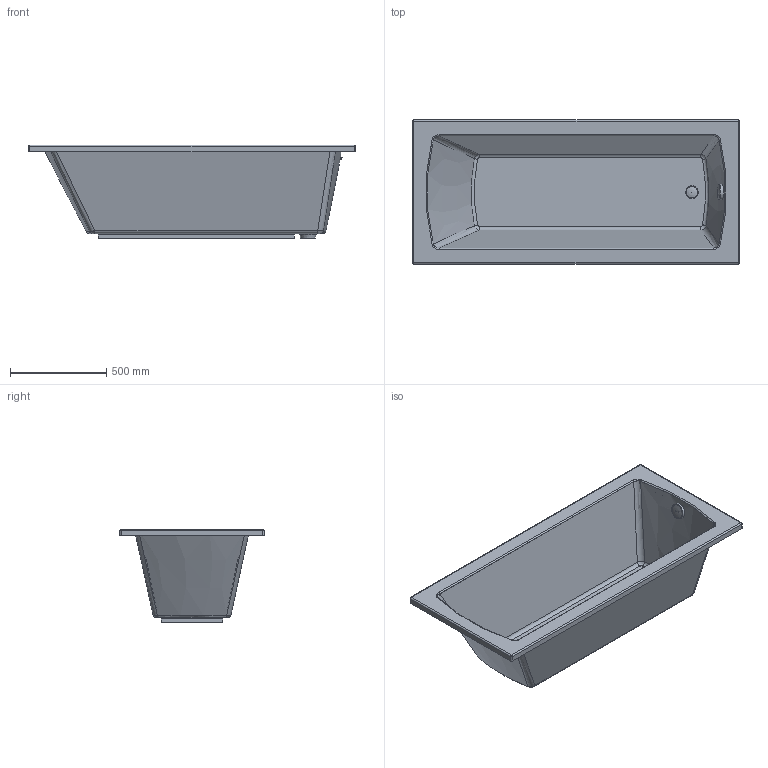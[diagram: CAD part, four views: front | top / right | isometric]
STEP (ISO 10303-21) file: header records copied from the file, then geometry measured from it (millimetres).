
FILE_DESCRIPTION((''),'2;1');
FILE_NAME('700027.stp','2008-08-23T11:28:46',('Huebner'),(''),'Autodesk Inventor 11','Autodesk Inventor 11','');
FILE_SCHEMA(('AUTOMOTIVE_DESIGN { 1 0 10303 214 1 1 1 1 }'));
Length unit declared in the file: millimetre
Products named in the file (5): 700027; Kelch; Stopfen; Verschluss_Ueberlauf
Assembly tree (4 placements, depth 2):
  700027
    700027
    Kelch
    Stopfen
    Verschluss_Ueberlauf
Bounding box: 1700 x 750 x 487 mm (x, y, z)
Volume: 26871959 mm3; surface area: 5503921.2 mm2
Topology: 4 solids, 4 shells, 132 faces, 309 edges, 187 vertices
Faces by surface type: bspline 44, plane 40, cylinder 34, torus 6, cone 4, sphere 4
Full cylindrical faces by diameter (mm): 15 x1, 35 x1, 42 x1, 44 x1, 52 x1, 60 x1, 74 x1, 79.999 x1
Entity records: 9896 total; most frequent: CARTESIAN_POINT 7126, ORIENTED_EDGE 560, DIRECTION 478, EDGE_CURVE 280, AXIS2_PLACEMENT_3D 186, VERTEX_POINT 181, EDGE_LOOP 163, FACE_OUTER_BOUND 132
